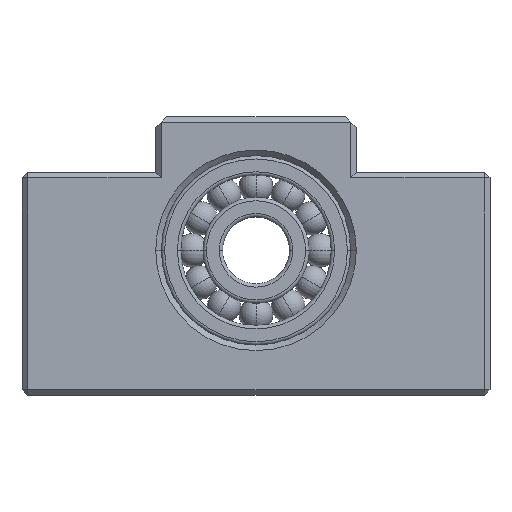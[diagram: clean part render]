
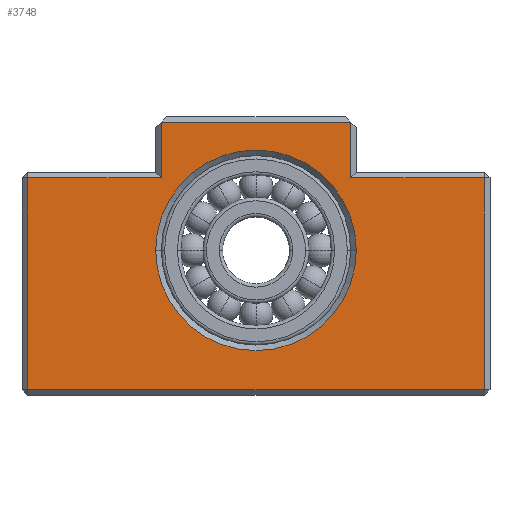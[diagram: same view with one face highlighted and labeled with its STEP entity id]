
A CAD part, top view. The second image highlights one B-rep face of the part: STEP entity #3748.
In plain terms, the highlighted planar face has unit normal (0, 0, 1).
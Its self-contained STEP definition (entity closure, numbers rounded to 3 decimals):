
#2310=CARTESIAN_POINT('',(-9.,13.,6.));
#2311=VERTEX_POINT('',#2310);
#2318=CARTESIAN_POINT('',(9.,13.,6.));
#2319=VERTEX_POINT('',#2318);
#2320=CARTESIAN_POINT('',(0.,13.,6.));
#2321=DIRECTION('',(0.,0.,-1.));
#2322=DIRECTION('',(1.,0.,0.));
#2323=AXIS2_PLACEMENT_3D('',#2320,#2321,#2322);
#2324=CIRCLE('',#2323,9.);
#2325=EDGE_CURVE('',#2319,#2311,#2324,.T.);
#3053=CARTESIAN_POINT('',(20.5,0.5,6.));
#3054=VERTEX_POINT('',#3053);
#3077=CARTESIAN_POINT('',(20.5,19.5,6.));
#3078=VERTEX_POINT('',#3077);
#3085=CARTESIAN_POINT('',(20.5,0.5,6.));
#3086=DIRECTION('',(0.,1.,0.));
#3087=VECTOR('',#3086,19.);
#3088=LINE('',#3085,#3087);
#3089=EDGE_CURVE('',#3054,#3078,#3088,.T.);
#3254=CARTESIAN_POINT('',(8.5,19.5,6.));
#3255=VERTEX_POINT('',#3254);
#3262=CARTESIAN_POINT('',(20.5,19.5,6.));
#3263=DIRECTION('',(-1.,0.,0.));
#3264=VECTOR('',#3263,12.);
#3265=LINE('',#3262,#3264);
#3266=EDGE_CURVE('',#3078,#3255,#3265,.T.);
#3278=CARTESIAN_POINT('',(8.5,24.5,6.));
#3279=VERTEX_POINT('',#3278);
#3288=CARTESIAN_POINT('',(8.5,19.5,6.));
#3289=DIRECTION('',(0.,1.,0.));
#3290=VECTOR('',#3289,5.);
#3291=LINE('',#3288,#3290);
#3292=EDGE_CURVE('',#3255,#3279,#3291,.T.);
#3686=CARTESIAN_POINT('',(0.,13.,6.));
#3687=DIRECTION('',(0.,0.,-1.));
#3688=DIRECTION('',(1.,0.,0.));
#3689=AXIS2_PLACEMENT_3D('',#3686,#3687,#3688);
#3690=CIRCLE('',#3689,9.);
#3691=EDGE_CURVE('',#2311,#2319,#3690,.T.);
#3696=CARTESIAN_POINT('',(21.,20.,6.));
#3697=DIRECTION('',(0.,0.,1.));
#3698=DIRECTION('',(1.,0.,0.));
#3699=AXIS2_PLACEMENT_3D('',#3696,#3697,#3698);
#3700=PLANE('',#3699);
#3701=ORIENTED_EDGE('',*,*,#2325,.T.);
#3702=ORIENTED_EDGE('',*,*,#3691,.T.);
#3703=EDGE_LOOP('',(#3701,#3702));
#3704=FACE_BOUND('',#3703,.T.);
#3705=ORIENTED_EDGE('',*,*,#3266,.T.);
#3706=ORIENTED_EDGE('',*,*,#3292,.T.);
#3707=CARTESIAN_POINT('',(-8.5,24.5,6.));
#3708=VERTEX_POINT('',#3707);
#3709=CARTESIAN_POINT('',(8.5,24.5,6.));
#3710=DIRECTION('',(-1.,-0.,-0.));
#3711=VECTOR('',#3710,17.);
#3712=LINE('',#3709,#3711);
#3713=EDGE_CURVE('',#3279,#3708,#3712,.T.);
#3714=ORIENTED_EDGE('',*,*,#3713,.T.);
#3715=CARTESIAN_POINT('',(-8.5,19.5,6.));
#3716=VERTEX_POINT('',#3715);
#3717=CARTESIAN_POINT('',(-8.5,24.5,6.));
#3718=DIRECTION('',(0.,-1.,0.));
#3719=VECTOR('',#3718,5.);
#3720=LINE('',#3717,#3719);
#3721=EDGE_CURVE('',#3708,#3716,#3720,.T.);
#3722=ORIENTED_EDGE('',*,*,#3721,.T.);
#3723=CARTESIAN_POINT('',(-20.5,19.5,6.));
#3724=VERTEX_POINT('',#3723);
#3725=CARTESIAN_POINT('',(-8.5,19.5,6.));
#3726=DIRECTION('',(-1.,-0.,0.));
#3727=VECTOR('',#3726,12.);
#3728=LINE('',#3725,#3727);
#3729=EDGE_CURVE('',#3716,#3724,#3728,.T.);
#3730=ORIENTED_EDGE('',*,*,#3729,.T.);
#3731=CARTESIAN_POINT('',(-20.5,0.5,6.));
#3732=VERTEX_POINT('',#3731);
#3733=CARTESIAN_POINT('',(-20.5,19.5,6.));
#3734=DIRECTION('',(0.,-1.,0.));
#3735=VECTOR('',#3734,19.);
#3736=LINE('',#3733,#3735);
#3737=EDGE_CURVE('',#3724,#3732,#3736,.T.);
#3738=ORIENTED_EDGE('',*,*,#3737,.T.);
#3739=CARTESIAN_POINT('',(-20.5,0.5,6.));
#3740=DIRECTION('',(1.,0.,0.));
#3741=VECTOR('',#3740,41.);
#3742=LINE('',#3739,#3741);
#3743=EDGE_CURVE('',#3732,#3054,#3742,.T.);
#3744=ORIENTED_EDGE('',*,*,#3743,.T.);
#3745=ORIENTED_EDGE('',*,*,#3089,.T.);
#3746=EDGE_LOOP('',(#3705,#3706,#3714,#3722,#3730,#3738,#3744,#3745));
#3747=FACE_BOUND('',#3746,.T.);
#3748=ADVANCED_FACE('NONE',(#3704,#3747),#3700,.T.);
